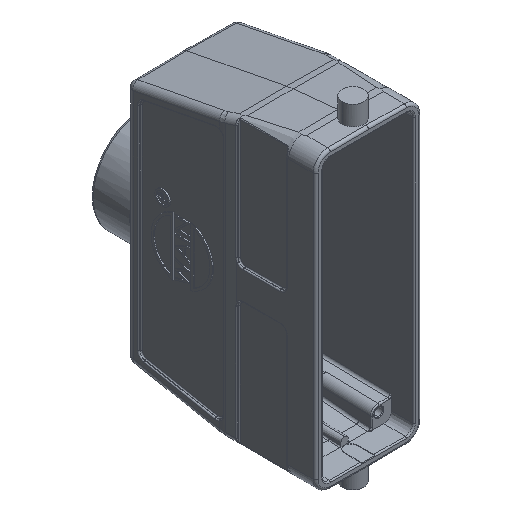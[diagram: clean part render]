
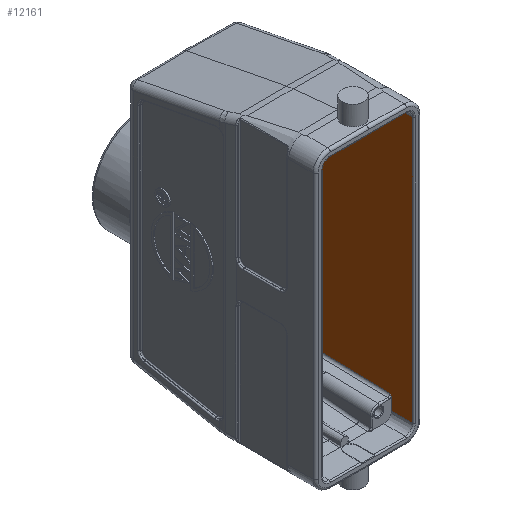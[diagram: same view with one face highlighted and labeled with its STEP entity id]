
A CAD part, isometric view. The second image highlights one B-rep face of the part: STEP entity #12161.
In plain terms, the highlighted planar face has unit normal (-1, -0.009, 0).
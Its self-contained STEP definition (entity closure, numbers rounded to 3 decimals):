
#566=CARTESIAN_POINT('',(18.496,-44.889,-47.984));
#567=CARTESIAN_POINT('',(18.496,-44.984,-48.12));
#568=CARTESIAN_POINT('',(18.498,-45.162,-48.373));
#569=CARTESIAN_POINT('',(18.5,-45.343,-48.75));
#570=CARTESIAN_POINT('',(18.5,-45.385,-48.985));
#571=CARTESIAN_POINT('',(18.5,-45.385,-49.099));
#578=DIRECTION('',(0.,0.,1.));
#579=VECTOR('',#578,4.901);
#580=CARTESIAN_POINT('',(18.5,-45.385,-54.));
#581=LINE('',#580,#579);
#582=DIRECTION('',(-0.009,0.999,0.031));
#583=VECTOR('',#582,61.354);
#584=CARTESIAN_POINT('',(18.496,-44.889,-47.984));
#585=LINE('',#584,#583);
#586=CARTESIAN_POINT('',(17.961,16.324,-16.338));
#587=CARTESIAN_POINT('',(17.962,16.217,-16.34));
#588=CARTESIAN_POINT('',(17.964,16.003,-16.299));
#589=CARTESIAN_POINT('',(17.968,15.537,-16.048));
#590=CARTESIAN_POINT('',(17.971,15.19,-15.749));
#591=CARTESIAN_POINT('',(17.974,14.895,-15.31));
#592=CARTESIAN_POINT('',(17.976,14.607,-14.67));
#593=CARTESIAN_POINT('',(17.978,14.486,-14.155));
#594=CARTESIAN_POINT('',(17.978,14.435,-13.588));
#595=CARTESIAN_POINT('',(17.978,14.424,-13.274));
#597=CARTESIAN_POINT('',(17.978,14.424,13.274));
#598=CARTESIAN_POINT('',(17.978,14.437,13.633));
#599=CARTESIAN_POINT('',(17.977,14.503,14.281));
#600=CARTESIAN_POINT('',(17.976,14.653,14.812));
#601=CARTESIAN_POINT('',(17.973,15.056,15.59));
#602=CARTESIAN_POINT('',(17.97,15.356,15.913));
#603=CARTESIAN_POINT('',(17.965,15.927,16.282));
#604=CARTESIAN_POINT('',(17.963,16.188,16.337));
#605=CARTESIAN_POINT('',(17.961,16.325,16.337));
#607=DIRECTION('',(0.009,-0.982,0.19));
#608=VECTOR('',#607,1.436);
#609=CARTESIAN_POINT('',(17.961,16.433,46.39));
#610=LINE('',#609,#608);
#611=CARTESIAN_POINT('',(17.973,15.023,46.663));
#612=CARTESIAN_POINT('',(17.998,12.103,47.227));
#613=CARTESIAN_POINT('',(18.024,9.131,47.524));
#614=CARTESIAN_POINT('',(18.05,6.157,47.55));
#616=DIRECTION('',(0.009,-1.,0.009));
#617=VECTOR('',#616,51.049);
#618=CARTESIAN_POINT('',(18.05,6.157,47.55));
#619=LINE('',#618,#617);
#620=DIRECTION('',(0.,0.,1.));
#621=VECTOR('',#620,4.89);
#622=CARTESIAN_POINT('',(18.5,-45.385,49.11));
#623=LINE('',#622,#621);
#628=DIRECTION('',(0.009,-1.,0.));
#629=VECTOR('',#628,8.705);
#630=CARTESIAN_POINT('',(18.5,-45.385,-54.));
#631=LINE('',#630,#629);
#749=DIRECTION('',(0.,0.,1.));
#750=VECTOR('',#749,108.);
#751=CARTESIAN_POINT('',(18.576,-54.089,-54.));
#752=LINE('',#751,#750);
#1251=DIRECTION('',(-0.009,1.,0.));
#1252=VECTOR('',#1251,8.705);
#1253=CARTESIAN_POINT('',(18.576,-54.089,54.));
#1254=LINE('',#1253,#1252);
#1298=CARTESIAN_POINT('',(18.5,-45.385,49.11));
#1299=CARTESIAN_POINT('',(18.5,-45.385,48.996));
#1300=CARTESIAN_POINT('',(18.5,-45.343,48.763));
#1301=CARTESIAN_POINT('',(18.498,-45.163,48.385));
#1302=CARTESIAN_POINT('',(18.497,-44.984,48.132));
#1303=CARTESIAN_POINT('',(18.496,-44.889,47.996));
#1355=DIRECTION('',(0.,0.,-1.));
#1356=VECTOR('',#1355,30.048);
#1357=CARTESIAN_POINT('',(17.961,16.433,46.39));
#1358=LINE('',#1357,#1356);
#1542=DIRECTION('',(0.009,-0.999,-0.048));
#1543=VECTOR('',#1542,0.108);
#1544=CARTESIAN_POINT('',(17.961,16.433,16.342));
#1545=LINE('',#1544,#1543);
#1566=DIRECTION('',(0.,0.,-1.));
#1567=VECTOR('',#1566,26.547);
#1568=CARTESIAN_POINT('',(17.978,14.424,13.274));
#1569=LINE('',#1568,#1567);
#1589=DIRECTION('',(-0.009,1.,-0.028));
#1590=VECTOR('',#1589,0.109);
#1591=CARTESIAN_POINT('',(17.961,16.324,-16.338));
#1592=LINE('',#1591,#1590);
#1633=DIRECTION('',(0.,0.,-1.));
#1634=VECTOR('',#1633,29.744);
#1635=CARTESIAN_POINT('',(17.961,16.433,-16.341));
#1636=LINE('',#1635,#1634);
#9098=VERTEX_POINT('',#566);
#9099=VERTEX_POINT('',#571);
#9100=CARTESIAN_POINT('',(18.5,-45.385,
-54.));
#9101=CARTESIAN_POINT('',(18.576,-54.089,
-54.));
#9102=VERTEX_POINT('',#9100);
#9103=VERTEX_POINT('',#9101);
#9104=CARTESIAN_POINT('',(17.961,16.433,-46.085));
#9105=VERTEX_POINT('',#9104);
#9106=CARTESIAN_POINT('',(17.961,16.433,-16.341));
#9107=VERTEX_POINT('',#9106);
#9108=CARTESIAN_POINT('',(17.961,16.324,-16.338));
#9109=VERTEX_POINT('',#9108);
#9110=VERTEX_POINT('',#595);
#9111=CARTESIAN_POINT('',(17.978,14.424,13.274));
#9112=VERTEX_POINT('',#9111);
#9113=VERTEX_POINT('',#605);
#9114=CARTESIAN_POINT('',(17.961,16.433,16.342));
#9115=VERTEX_POINT('',#9114);
#9116=CARTESIAN_POINT('',(17.961,16.433,46.39));
#9117=VERTEX_POINT('',#9116);
#9118=CARTESIAN_POINT('',(17.973,15.023,46.663));
#9119=VERTEX_POINT('',#9118);
#9120=VERTEX_POINT('',#614);
#9121=CARTESIAN_POINT('',(18.496,-44.889,47.996));
#9122=VERTEX_POINT('',#9121);
#9123=VERTEX_POINT('',#1298);
#9124=CARTESIAN_POINT('',(18.5,-45.385,54.));
#9125=VERTEX_POINT('',#9124);
#9126=CARTESIAN_POINT('',(18.576,-54.089,54.));
#9127=VERTEX_POINT('',#9126);
#12119=CARTESIAN_POINT('',(18.5,-45.385,57.));
#12120=DIRECTION('',(-1.,-0.009,0.));
#12121=DIRECTION('',(0.009,-1.,0.));
#12122=AXIS2_PLACEMENT_3D('',#12119,#12120,#12121);
#12123=PLANE('',#12122);
#12125=ORIENTED_EDGE('',*,*,#12124,.F.);
#12127=ORIENTED_EDGE('',*,*,#12126,.T.);
#12128=ORIENTED_EDGE('',*,*,#12109,.F.);
#12130=ORIENTED_EDGE('',*,*,#12129,.T.);
#12132=ORIENTED_EDGE('',*,*,#12131,.F.);
#12134=ORIENTED_EDGE('',*,*,#12133,.F.);
#12136=ORIENTED_EDGE('',*,*,#12135,.T.);
#12138=ORIENTED_EDGE('',*,*,#12137,.F.);
#12140=ORIENTED_EDGE('',*,*,#12139,.T.);
#12142=ORIENTED_EDGE('',*,*,#12141,.F.);
#12144=ORIENTED_EDGE('',*,*,#12143,.F.);
#12146=ORIENTED_EDGE('',*,*,#12145,.T.);
#12148=ORIENTED_EDGE('',*,*,#12147,.T.);
#12150=ORIENTED_EDGE('',*,*,#12149,.T.);
#12152=ORIENTED_EDGE('',*,*,#12151,.F.);
#12154=ORIENTED_EDGE('',*,*,#12153,.T.);
#12156=ORIENTED_EDGE('',*,*,#12155,.F.);
#12158=ORIENTED_EDGE('',*,*,#12157,.F.);
#12159=EDGE_LOOP('',(#12125,#12127,#12128,#12130,#12132,#12134,#12136,#12138,
#12140,#12142,#12144,#12146,#12148,#12150,#12152,#12154,#12156,#12158));
#12160=FACE_OUTER_BOUND('',#12159,.F.);
#12161=ADVANCED_FACE('',(#12160),#12123,.T.);
#572=B_SPLINE_CURVE_WITH_KNOTS('',3,(#566,#567,#568,#569,#570,#571),
.UNSPECIFIED.,.F.,.F.,(4,1,1,4),(0.,0.333,0.667,1.),
.UNSPECIFIED.);
#596=B_SPLINE_CURVE_WITH_KNOTS('',3,(#586,#587,#588,#589,#590,#591,#592,#593,
#594,#595),.UNSPECIFIED.,.F.,.F.,(4,1,1,1,1,1,1,4),(0.,0.143,
0.286,0.429,0.571,0.714,
0.857,1.),.UNSPECIFIED.);
#606=B_SPLINE_CURVE_WITH_KNOTS('',3,(#597,#598,#599,#600,#601,#602,#603,#604,
#605),.UNSPECIFIED.,.F.,.F.,(4,1,1,1,1,1,4),(0.,0.167,
0.333,0.5,0.667,0.833,1.),
.UNSPECIFIED.);
#615=B_SPLINE_CURVE_WITH_KNOTS('',3,(#611,#612,#613,#614),.UNSPECIFIED.,.F.,.F.,
(4,4),(0.,1.),.UNSPECIFIED.);
#1304=B_SPLINE_CURVE_WITH_KNOTS('',3,(#1298,#1299,#1300,#1301,#1302,#1303),
.UNSPECIFIED.,.F.,.F.,(4,1,1,4),(0.,0.333,0.667,1.),
.UNSPECIFIED.);
#12109=EDGE_CURVE('',#9098,#9099,#572,.T.);
#12124=EDGE_CURVE('',#9102,#9103,#631,.T.);
#12126=EDGE_CURVE('',#9102,#9099,#581,.T.);
#12129=EDGE_CURVE('',#9098,#9105,#585,.T.);
#12131=EDGE_CURVE('',#9107,#9105,#1636,.T.);
#12133=EDGE_CURVE('',#9109,#9107,#1592,.T.);
#12135=EDGE_CURVE('',#9109,#9110,#596,.T.);
#12137=EDGE_CURVE('',#9112,#9110,#1569,.T.);
#12139=EDGE_CURVE('',#9112,#9113,#606,.T.);
#12141=EDGE_CURVE('',#9115,#9113,#1545,.T.);
#12143=EDGE_CURVE('',#9117,#9115,#1358,.T.);
#12145=EDGE_CURVE('',#9117,#9119,#610,.T.);
#12147=EDGE_CURVE('',#9119,#9120,#615,.T.);
#12149=EDGE_CURVE('',#9120,#9122,#619,.T.);
#12151=EDGE_CURVE('',#9123,#9122,#1304,.T.);
#12153=EDGE_CURVE('',#9123,#9125,#623,.T.);
#12155=EDGE_CURVE('',#9127,#9125,#1254,.T.);
#12157=EDGE_CURVE('',#9103,#9127,#752,.T.);
